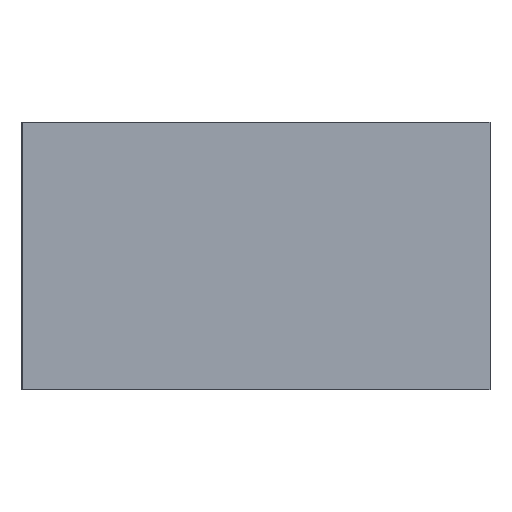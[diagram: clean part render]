
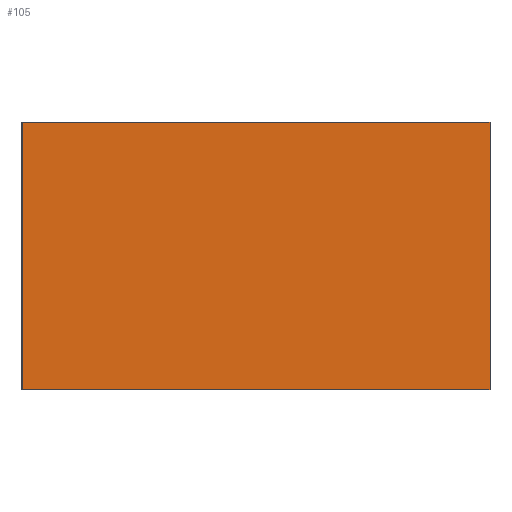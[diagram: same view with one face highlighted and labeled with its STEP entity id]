
A CAD part, front view. The second image highlights one B-rep face of the part: STEP entity #105.
In plain terms, the highlighted planar face has unit normal (0, -1, 0).
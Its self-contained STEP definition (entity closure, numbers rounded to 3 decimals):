
#7 = LINE ( 'NONE', #109, #26 ) ;
#18 = CARTESIAN_POINT ( 'NONE',  ( -17.5, -50., 20. ) ) ;
#26 = VECTOR ( 'NONE', #206, 1000. ) ;
#31 = EDGE_CURVE ( 'NONE', #217, #44, #103, .T. ) ;
#33 = LINE ( 'NONE', #150, #97 ) ;
#36 = AXIS2_PLACEMENT_3D ( 'NONE', #91, #227, #57 ) ;
#42 = CARTESIAN_POINT ( 'NONE',  ( -17.5, -50., 20. ) ) ;
#44 = VERTEX_POINT ( 'NONE', #235 ) ;
#50 = DIRECTION ( 'NONE',  ( 0., 0., -1. ) ) ;
#55 = EDGE_CURVE ( 'NONE', #195, #151, #33, .T. ) ;
#56 = CARTESIAN_POINT ( 'NONE',  ( -17.5, -50., 20. ) ) ;
#57 = DIRECTION ( 'NONE',  ( 0., 0., 1. ) ) ;
#73 = VECTOR ( 'NONE', #50, 1000. ) ;
#74 = ORIENTED_EDGE ( 'NONE', *, *, #55, .F. ) ;
#81 = FACE_OUTER_BOUND ( 'NONE', #209, .T. ) ;
#91 = CARTESIAN_POINT ( 'NONE',  ( -17.5, -50., 20. ) ) ;
#97 = VECTOR ( 'NONE', #113, 1000. ) ;
#99 = CARTESIAN_POINT ( 'NONE',  ( 17.5, -50., 20. ) ) ;
#101 = ORIENTED_EDGE ( 'NONE', *, *, #179, .F. ) ;
#103 = LINE ( 'NONE', #56, #73 ) ;
#105 = ADVANCED_FACE ( 'NONE', ( #81 ), #189, .F. ) ;
#109 = CARTESIAN_POINT ( 'NONE',  ( -17.5, -50., 0. ) ) ;
#110 = EDGE_CURVE ( 'NONE', #44, #151, #7, .T. ) ;
#113 = DIRECTION ( 'NONE',  ( 0., 0., -1. ) ) ;
#120 = VECTOR ( 'NONE', #135, 1000. ) ;
#132 = ORIENTED_EDGE ( 'NONE', *, *, #31, .T. ) ;
#135 = DIRECTION ( 'NONE',  ( 1., 0., 0. ) ) ;
#150 = CARTESIAN_POINT ( 'NONE',  ( 17.5, -50., 20. ) ) ;
#151 = VERTEX_POINT ( 'NONE', #211 ) ;
#179 = EDGE_CURVE ( 'NONE', #217, #195, #234, .T. ) ;
#181 = ORIENTED_EDGE ( 'NONE', *, *, #110, .T. ) ;
#189 = PLANE ( 'NONE',  #36 ) ;
#195 = VERTEX_POINT ( 'NONE', #99 ) ;
#206 = DIRECTION ( 'NONE',  ( 1., 0., 0. ) ) ;
#209 = EDGE_LOOP ( 'NONE', ( #181, #74, #101, #132 ) ) ;
#211 = CARTESIAN_POINT ( 'NONE',  ( 17.5, -50., 0. ) ) ;
#217 = VERTEX_POINT ( 'NONE', #18 ) ;
#227 = DIRECTION ( 'NONE',  ( 0., 1., 0. ) ) ;
#234 = LINE ( 'NONE', #42, #120 ) ;
#235 = CARTESIAN_POINT ( 'NONE',  ( -17.5, -50., 0. ) ) ;
